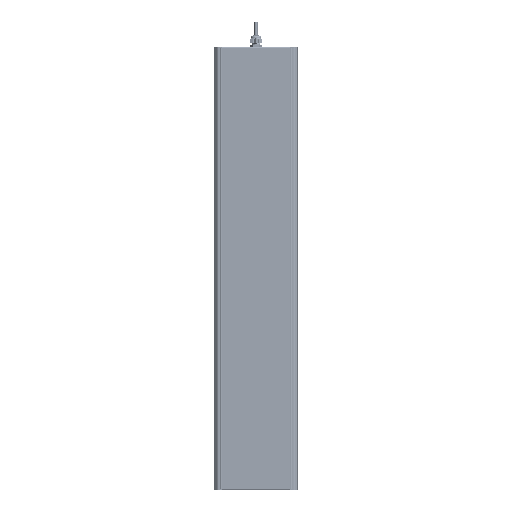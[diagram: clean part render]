
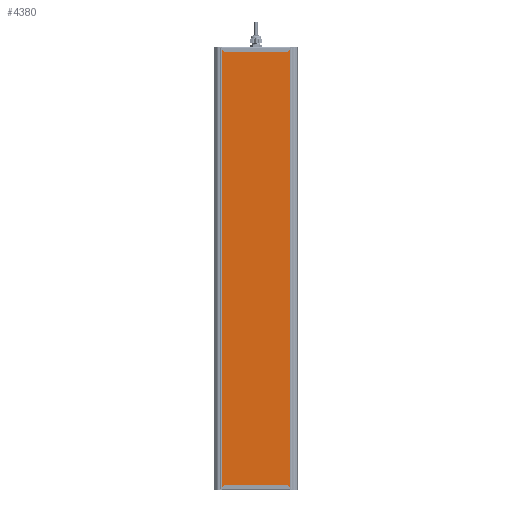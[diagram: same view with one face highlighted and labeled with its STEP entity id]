
A CAD part, front view. The second image highlights one B-rep face of the part: STEP entity #4380.
In plain terms, the highlighted face is planar.
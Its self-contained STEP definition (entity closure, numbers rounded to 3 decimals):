
#4380=ADVANCED_FACE('',(#16889),#16891,.T.);
#16889=FACE_BOUND('',#16890,.T.);
#16890=EDGE_LOOP('',(#48271,#48272,#48273,#48274));
#16891=PLANE('',#16892);
#16892=AXIS2_PLACEMENT_3D('',#16893,#16894,#16895);
#16893=CARTESIAN_POINT('',(2111.497,401.002,-34.582));
#16894=DIRECTION('',(0.,0.,-1.));
#16895=DIRECTION('',(0.,1.,0.));
#48271=ORIENTED_EDGE('',*,*,#56641,.F.);
#48272=ORIENTED_EDGE('',*,*,#56640,.T.);
#48273=ORIENTED_EDGE('',*,*,#56642,.F.);
#48274=ORIENTED_EDGE('',*,*,#56643,.F.);
#56640=EDGE_CURVE('',#63118,#63122,#63124,.T.);
#56641=EDGE_CURVE('',#63118,#63125,#63126,.T.);
#56642=EDGE_CURVE('',#63127,#63122,#63128,.T.);
#56643=EDGE_CURVE('',#63125,#63127,#63129,.T.);
#63118=VERTEX_POINT('',#83342);
#63122=VERTEX_POINT('',#83350);
#63124=LINE('',#83354,#83355);
#63125=VERTEX_POINT('',#83357);
#63126=LINE('',#83358,#83359);
#63127=VERTEX_POINT('',#83361);
#63128=LINE('',#83362,#83363);
#63129=LINE('',#83365,#83366);
#83342=CARTESIAN_POINT('',(2111.497,565.13,-34.582));
#83350=CARTESIAN_POINT('',(3107.497,565.13,-34.582));
#83354=CARTESIAN_POINT('',(2111.497,565.13,-34.582));
#83355=VECTOR('',#83356,1.);
#83356=DIRECTION('',(1.,0.,0.));
#83357=CARTESIAN_POINT('',(2111.497,401.002,-34.582));
#83358=CARTESIAN_POINT('',(2111.497,565.13,-34.582));
#83359=VECTOR('',#83360,1.);
#83360=DIRECTION('',(0.,-1.,0.));
#83361=CARTESIAN_POINT('',(3107.497,401.002,-34.582));
#83362=CARTESIAN_POINT('',(3107.497,401.002,-34.582));
#83363=VECTOR('',#83364,1.);
#83364=DIRECTION('',(0.,1.,0.));
#83365=CARTESIAN_POINT('',(2111.497,401.002,-34.582));
#83366=VECTOR('',#83367,1.);
#83367=DIRECTION('',(1.,0.,0.));
